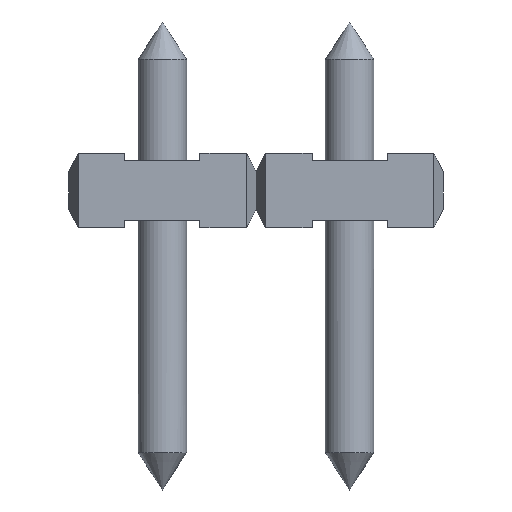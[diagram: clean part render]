
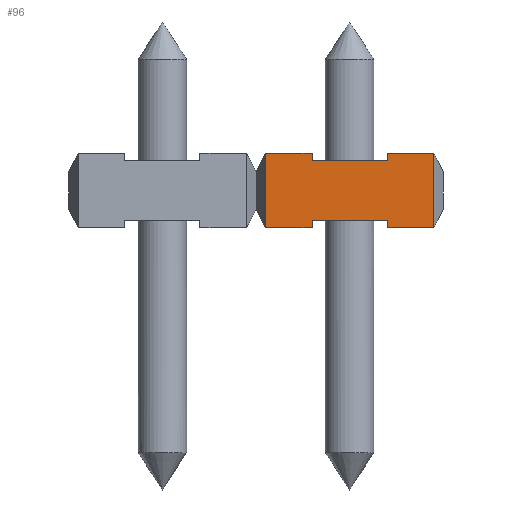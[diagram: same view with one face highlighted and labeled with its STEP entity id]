
A CAD part, front view. The second image highlights one B-rep face of the part: STEP entity #96.
In plain terms, the highlighted planar face has unit normal (0, -1, 0).
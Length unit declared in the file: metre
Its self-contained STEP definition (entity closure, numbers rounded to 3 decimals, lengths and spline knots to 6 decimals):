
#96=ADVANCED_FACE('',(#231),#232,.T.);
#231=FACE_OUTER_BOUND('',#400,.T.);
#232=PLANE('',#401);
#400=EDGE_LOOP('',(#597,#598,#599,#600,#601,#602,#603,#604,#605,#606,#607,#608));
#401=AXIS2_PLACEMENT_3D('',#609,#610,#611);
#597=ORIENTED_EDGE('',*,*,#968,.F.);
#598=ORIENTED_EDGE('',*,*,#981,.T.);
#599=ORIENTED_EDGE('',*,*,#982,.T.);
#600=ORIENTED_EDGE('',*,*,#983,.T.);
#601=ORIENTED_EDGE('',*,*,#984,.T.);
#602=ORIENTED_EDGE('',*,*,#985,.T.);
#603=ORIENTED_EDGE('',*,*,#978,.F.);
#604=ORIENTED_EDGE('',*,*,#986,.T.);
#605=ORIENTED_EDGE('',*,*,#987,.T.);
#606=ORIENTED_EDGE('',*,*,#988,.T.);
#607=ORIENTED_EDGE('',*,*,#989,.T.);
#608=ORIENTED_EDGE('',*,*,#990,.T.);
#609=CARTESIAN_POINT('',(0.005,-0.03466,-0.038506));
#610=DIRECTION('',(0.0,-1.0,0.));
#611=DIRECTION('',(1.0,0.0,0.0));
#968=EDGE_CURVE('',#1138,#1140,#1141,.T.);
#978=EDGE_CURVE('',#1156,#1158,#1159,.T.);
#981=EDGE_CURVE('',#1138,#1162,#1163,.T.);
#982=EDGE_CURVE('',#1162,#1164,#1165,.T.);
#983=EDGE_CURVE('',#1164,#1166,#1167,.T.);
#984=EDGE_CURVE('',#1166,#1168,#1169,.T.);
#985=EDGE_CURVE('',#1168,#1158,#1170,.T.);
#986=EDGE_CURVE('',#1156,#1171,#1172,.T.);
#987=EDGE_CURVE('',#1171,#1173,#1174,.T.);
#988=EDGE_CURVE('',#1173,#1175,#1176,.T.);
#989=EDGE_CURVE('',#1175,#1177,#1178,.T.);
#990=EDGE_CURVE('',#1177,#1140,#1179,.T.);
#1138=VERTEX_POINT('',#1369);
#1140=VERTEX_POINT('',#1372);
#1141=LINE('',#1373,#1374);
#1156=VERTEX_POINT('',#1395);
#1158=VERTEX_POINT('',#1398);
#1159=LINE('',#1399,#1400);
#1162=VERTEX_POINT('',#1404);
#1163=LINE('',#1405,#1406);
#1164=VERTEX_POINT('',#1407);
#1165=LINE('',#1408,#1409);
#1166=VERTEX_POINT('',#1410);
#1167=LINE('',#1411,#1412);
#1168=VERTEX_POINT('',#1413);
#1169=LINE('',#1414,#1415);
#1170=LINE('',#1416,#1417);
#1171=VERTEX_POINT('',#1418);
#1172=LINE('',#1419,#1420);
#1173=VERTEX_POINT('',#1421);
#1174=LINE('',#1422,#1423);
#1175=VERTEX_POINT('',#1424);
#1176=LINE('',#1425,#1426);
#1177=VERTEX_POINT('',#1427);
#1178=LINE('',#1428,#1429);
#1179=LINE('',#1430,#1431);
#1369=CARTESIAN_POINT('',(0.0029,-0.03466,0.));
#1372=CARTESIAN_POINT('',(0.0029,-0.03466,-0.002));
#1373=CARTESIAN_POINT('',(0.0029,-0.03466,-0.038506));
#1374=VECTOR('',#1683,1.0);
#1395=CARTESIAN_POINT('',(-0.0016,-0.03466,-0.002));
#1398=CARTESIAN_POINT('',(-0.0016,-0.03466,0.));
#1399=CARTESIAN_POINT('',(-0.0016,-0.03466,-0.038506));
#1400=VECTOR('',#1691,1.0);
#1404=CARTESIAN_POINT('',(0.00165,-0.03466,0.));
#1405=CARTESIAN_POINT('',(0.00165,-0.03466,0.));
#1406=VECTOR('',#1693,1.0);
#1407=CARTESIAN_POINT('',(0.00165,-0.03466,-0.0002));
#1408=CARTESIAN_POINT('',(0.00165,-0.03466,-0.0002));
#1409=VECTOR('',#1694,1.0);
#1410=CARTESIAN_POINT('',(-0.00035,-0.03466,-0.0002));
#1411=CARTESIAN_POINT('',(-0.00035,-0.03466,-0.0002));
#1412=VECTOR('',#1695,1.0);
#1413=CARTESIAN_POINT('',(-0.00035,-0.03466,0.));
#1414=CARTESIAN_POINT('',(-0.00035,-0.03466,0.));
#1415=VECTOR('',#1696,1.0);
#1416=CARTESIAN_POINT('',(-0.0016,-0.03466,0.));
#1417=VECTOR('',#1697,1.0);
#1418=CARTESIAN_POINT('',(-0.00035,-0.03466,-0.002));
#1419=CARTESIAN_POINT('',(-0.00035,-0.03466,-0.002));
#1420=VECTOR('',#1698,1.0);
#1421=CARTESIAN_POINT('',(-0.00035,-0.03466,-0.0018));
#1422=CARTESIAN_POINT('',(-0.00035,-0.03466,-0.0018));
#1423=VECTOR('',#1699,1.0);
#1424=CARTESIAN_POINT('',(0.00165,-0.03466,-0.0018));
#1425=CARTESIAN_POINT('',(0.00165,-0.03466,-0.0018));
#1426=VECTOR('',#1700,1.0);
#1427=CARTESIAN_POINT('',(0.00165,-0.03466,-0.002));
#1428=CARTESIAN_POINT('',(0.00165,-0.03466,-0.002));
#1429=VECTOR('',#1701,1.0);
#1430=CARTESIAN_POINT('',(0.0029,-0.03466,-0.002));
#1431=VECTOR('',#1702,1.0);
#1683=DIRECTION('',(0.,0.,-1.0));
#1691=DIRECTION('',(0.,0.,1.0));
#1693=DIRECTION('',(-1.0,-0.0,0.0));
#1694=DIRECTION('',(0.0,0.,-1.0));
#1695=DIRECTION('',(-1.0,-0.0,0.0));
#1696=DIRECTION('',(0.0,0.,1.0));
#1697=DIRECTION('',(-1.0,-0.0,0.0));
#1698=DIRECTION('',(1.0,0.0,0.0));
#1699=DIRECTION('',(0.0,0.,1.0));
#1700=DIRECTION('',(1.0,0.0,0.0));
#1701=DIRECTION('',(0.0,0.,-1.0));
#1702=DIRECTION('',(1.0,0.0,0.0));
